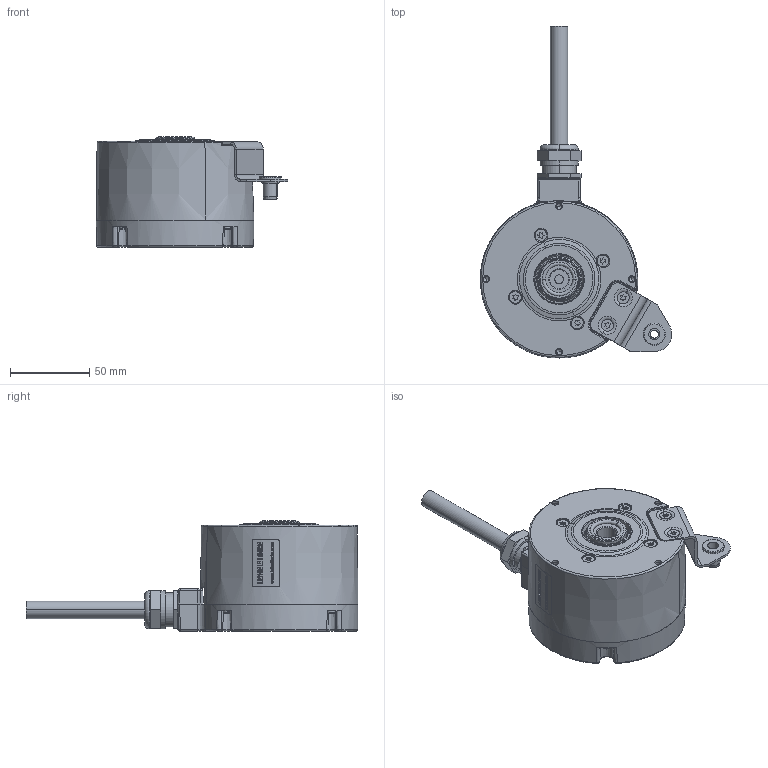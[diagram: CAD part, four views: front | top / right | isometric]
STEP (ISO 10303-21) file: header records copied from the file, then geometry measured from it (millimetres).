
FILE_DESCRIPTION((''),'2;1');
FILE_NAME('739016','2010-11-30T',('se2802'),(''),'PRO/ENGINEER BY PARAMETRIC TECHNOLOGY CORPORATION, 2010180','PRO/ENGINEER BY PARAMETRIC TECHNOLOGY CORPORATION, 2010180','');
FILE_SCHEMA(('CONFIG_CONTROL_DESIGN'));
Length unit declared in the file: millimetre
Products named in the file (1): 739016
Bounding box: 121.03 x 209.75 x 69.8 mm (x, y, z)
Volume: 308928.8 mm3; surface area: 127678.1 mm2
Topology: 20 solids, 32 shells, 1973 faces, 4999 edges, 3100 vertices
Faces by surface type: plane 613, cylinder 432, extrusion 324, cone 229, torus 169, bspline 112, sphere 94
Entity records: 93084 total; most frequent: CARTESIAN_POINT 48459, ORIENTED_EDGE 9746, DIRECTION 8278, EDGE_CURVE 4873, VERTEX_POINT 3100, AXIS2_PLACEMENT_3D 3059, VECTOR 2160, EDGE_LOOP 2133
